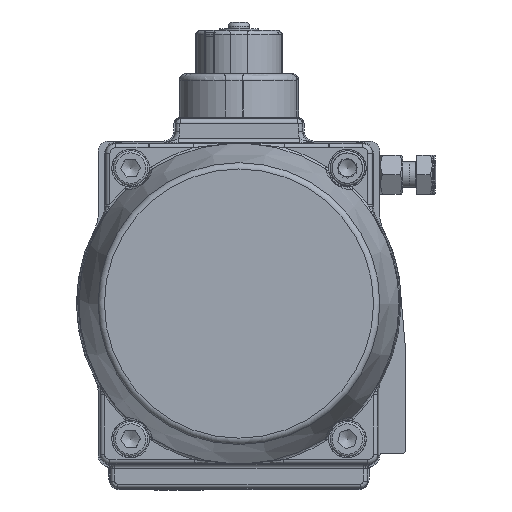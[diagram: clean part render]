
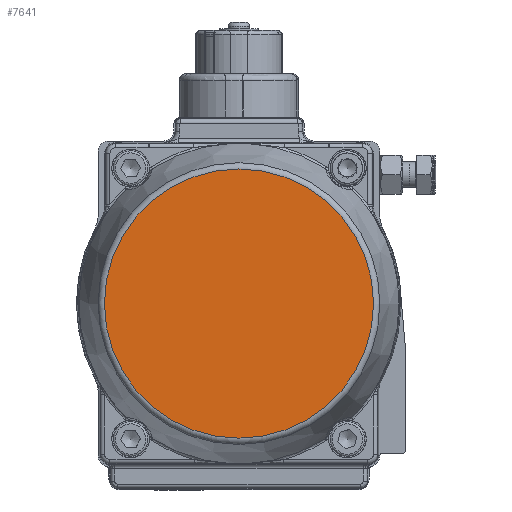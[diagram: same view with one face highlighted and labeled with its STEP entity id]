
A CAD part, front view. The second image highlights one B-rep face of the part: STEP entity #7641.
In plain terms, the highlighted face is planar.
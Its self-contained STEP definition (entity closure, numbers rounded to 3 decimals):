
#5714=FACE_OUTER_BOUND('',#10580,.T.);
#7641=ADVANCED_FACE('',(#5714),#8701,.T.);
#8701=PLANE('',#27668);
#10580=EDGE_LOOP('',(#15482));
#15482=ORIENTED_EDGE('',*,*,#23344,.T.);
#20329=VERTEX_POINT('',#46652);
#23344=EDGE_CURVE('',#20329,#20329,#25542,.T.);
#25542=CIRCLE('',#27667,62.088);
#27667=AXIS2_PLACEMENT_3D('',#46651,#32928,#32929);
#27668=AXIS2_PLACEMENT_3D('',#46653,#32930,#32931);
#32928=DIRECTION('',(0.,0.,1.));
#32929=DIRECTION('',(1.,0.,0.));
#32930=DIRECTION('',(0.,0.,1.));
#32931=DIRECTION('',(1.,0.,0.));
#46651=CARTESIAN_POINT('',(0.,0.,56.));
#46652=CARTESIAN_POINT('',(62.088,0.,56.));
#46653=CARTESIAN_POINT('',(0.,0.,56.));
